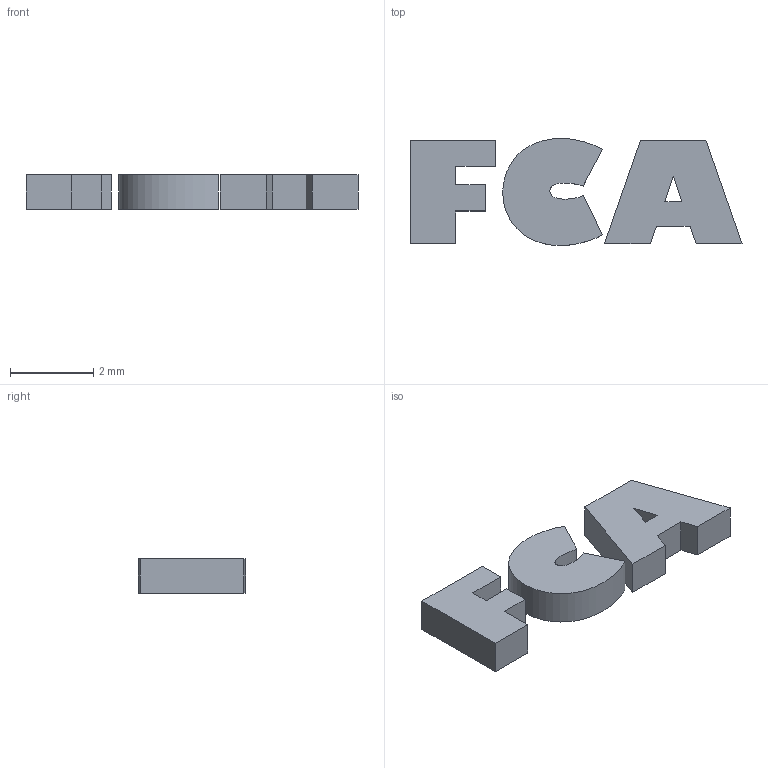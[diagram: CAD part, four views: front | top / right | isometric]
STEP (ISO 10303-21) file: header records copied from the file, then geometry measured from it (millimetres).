
FILE_DESCRIPTION(/* description */ (''),/* implementation_level */ '2;1');
FILE_NAME(/* name */ 'FCA',/* time_stamp */ '2023-11-09T14:20:07+01:00',/* author */ (''),/* organization */ (''),/* preprocessor_version */ 'ST-DEVELOPER v16.5',/* originating_system */ 'Rhino 7.34',/* authorisation */ '');
FILE_SCHEMA (('AUTOMOTIVE_DESIGN'));
Length unit declared in the file: millimetre
Products named in the file (1): Document
Bounding box: 8 x 2.58 x 0.84 mm (x, y, z)
Volume: 11.5 mm3; surface area: 55.6 mm2
Topology: 3 solids, 3 shells, 33 faces, 81 edges, 54 vertices
Faces by surface type: plane 30, bspline 3
Entity records: 1022 total; most frequent: CARTESIAN_POINT 392, ORIENTED_EDGE 162, EDGE_CURVE 81, B_SPLINE_CURVE_WITH_KNOTS 81, VERTEX_POINT 54, EDGE_LOOP 35, DIRECTION 34, ADVANCED_FACE 33
